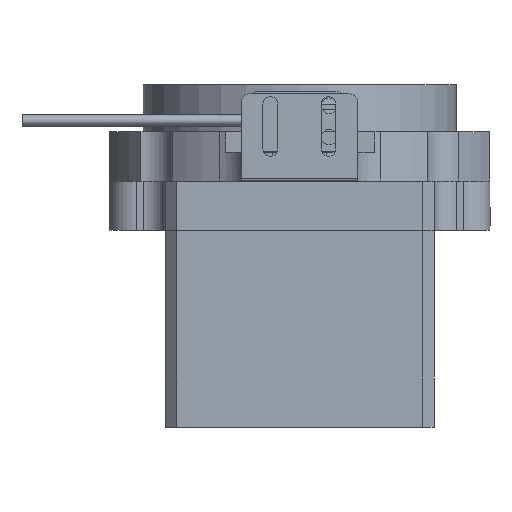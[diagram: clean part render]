
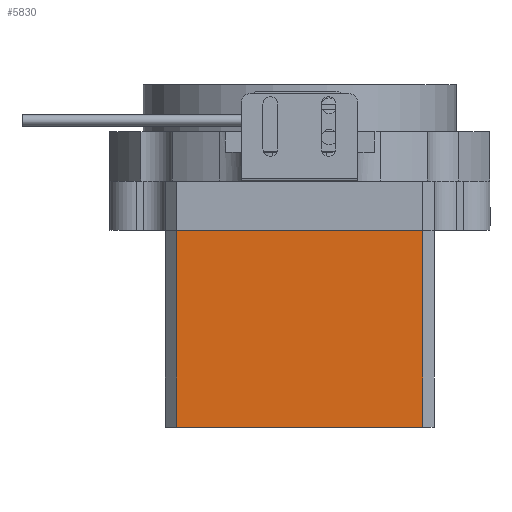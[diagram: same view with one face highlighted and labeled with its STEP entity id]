
A CAD part, front view. The second image highlights one B-rep face of the part: STEP entity #5830.
In plain terms, the highlighted planar face has unit normal (0, -1, 0).
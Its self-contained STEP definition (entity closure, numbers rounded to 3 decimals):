
#730 = EDGE_CURVE ( 'NONE', #5391, #2917, #2514, .T. ) ;
#816 = CARTESIAN_POINT ( 'NONE',  ( 27.5, -77., -42. ) ) ;
#865 = VECTOR ( 'NONE', #1120, 1000. ) ;
#886 = EDGE_LOOP ( 'NONE', ( #7899, #7263, #7359, #1939 ) ) ;
#943 = DIRECTION ( 'NONE',  ( 0., 0., 1. ) ) ;
#1120 = DIRECTION ( 'NONE',  ( -1., 0., 0. ) ) ;
#1500 = CARTESIAN_POINT ( 'NONE',  ( -27.5, -77., 0. ) ) ;
#1939 = ORIENTED_EDGE ( 'NONE', *, *, #3592, .T. ) ;
#2241 = VERTEX_POINT ( 'NONE', #4984 ) ;
#2514 = LINE ( 'NONE', #5967, #8081 ) ;
#2632 = CARTESIAN_POINT ( 'NONE',  ( 27.5, -77., -42. ) ) ;
#2764 = DIRECTION ( 'NONE',  ( 0., 1., 0. ) ) ;
#2917 = VERTEX_POINT ( 'NONE', #3082 ) ;
#3082 = CARTESIAN_POINT ( 'NONE',  ( -27.5, -77., -44. ) ) ;
#3592 = EDGE_CURVE ( 'NONE', #5391, #2241, #3661, .T. ) ;
#3652 = DIRECTION ( 'NONE',  ( 0., 0., 1. ) ) ;
#3661 = LINE ( 'NONE', #816, #5731 ) ;
#3875 = LINE ( 'NONE', #6562, #865 ) ;
#4028 = EDGE_CURVE ( 'NONE', #2917, #4746, #5002, .T. ) ;
#4746 = VERTEX_POINT ( 'NONE', #1500 ) ;
#4846 = CARTESIAN_POINT ( 'NONE',  ( 27.5, -77., -44. ) ) ;
#4984 = CARTESIAN_POINT ( 'NONE',  ( 27.5, -77., 0. ) ) ;
#5002 = LINE ( 'NONE', #6975, #7742 ) ;
#5391 = VERTEX_POINT ( 'NONE', #4846 ) ;
#5731 = VECTOR ( 'NONE', #943, 1000. ) ;
#5830 = ADVANCED_FACE ( 'NONE', ( #6844 ), #6087, .F. ) ;
#5858 = AXIS2_PLACEMENT_3D ( 'NONE', #2632, #2764, #7529 ) ;
#5967 = CARTESIAN_POINT ( 'NONE',  ( 27.5, -77., -44. ) ) ;
#6087 = PLANE ( 'NONE',  #5858 ) ;
#6562 = CARTESIAN_POINT ( 'NONE',  ( 27.5, -77., 0. ) ) ;
#6844 = FACE_OUTER_BOUND ( 'NONE', #886, .T. ) ;
#6975 = CARTESIAN_POINT ( 'NONE',  ( -27.5, -77., -42. ) ) ;
#7260 = EDGE_CURVE ( 'NONE', #2241, #4746, #3875, .T. ) ;
#7263 = ORIENTED_EDGE ( 'NONE', *, *, #4028, .F. ) ;
#7359 = ORIENTED_EDGE ( 'NONE', *, *, #730, .F. ) ;
#7529 = DIRECTION ( 'NONE',  ( 1., 0., 0. ) ) ;
#7742 = VECTOR ( 'NONE', #3652, 1000. ) ;
#7850 = DIRECTION ( 'NONE',  ( -1., 0., 0. ) ) ;
#7899 = ORIENTED_EDGE ( 'NONE', *, *, #7260, .T. ) ;
#8081 = VECTOR ( 'NONE', #7850, 1000. ) ;
